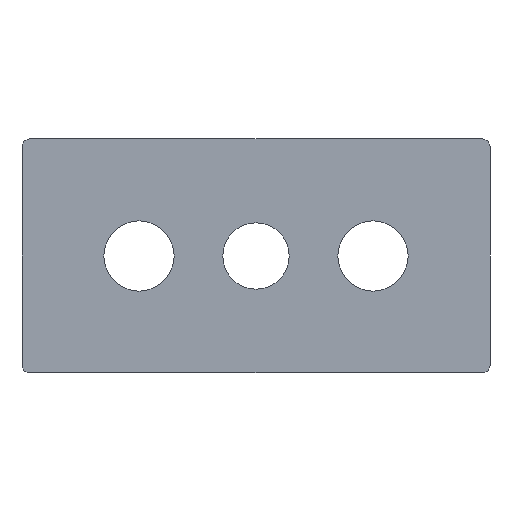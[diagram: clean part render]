
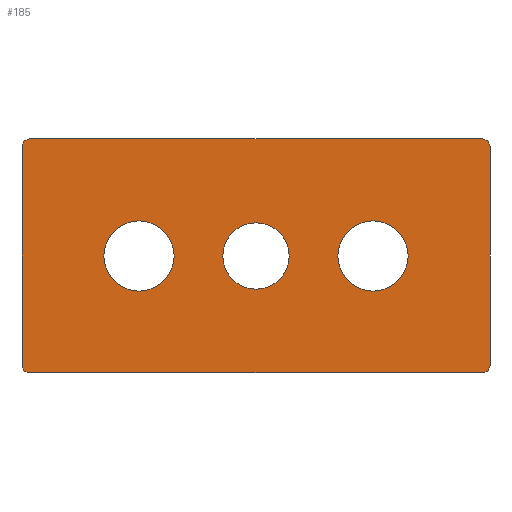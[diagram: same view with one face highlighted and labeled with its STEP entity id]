
A CAD part, front view. The second image highlights one B-rep face of the part: STEP entity #185.
In plain terms, the highlighted planar face has unit normal (0, -1, 0).
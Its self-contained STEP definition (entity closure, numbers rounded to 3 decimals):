
#6 = VECTOR ( 'NONE', #864, 1000. ) ;
#10 = DIRECTION ( 'NONE',  ( 0., 0., 1. ) ) ;
#11 = CARTESIAN_POINT ( 'NONE',  ( 0., 0., -4.25 ) ) ;
#12 = DIRECTION ( 'NONE',  ( 0., 0., -1. ) ) ;
#13 = ORIENTED_EDGE ( 'NONE', *, *, #520, .T. ) ;
#51 = AXIS2_PLACEMENT_3D ( 'NONE', #367, #641, #10 ) ;
#52 = PLANE ( 'NONE',  #743 ) ;
#53 = EDGE_CURVE ( 'NONE', #875, #59, #730, .T. ) ;
#59 = VERTEX_POINT ( 'NONE', #650 ) ;
#62 = DIRECTION ( 'NONE',  ( 0., 0., -1. ) ) ;
#64 = DIRECTION ( 'NONE',  ( 0., 1., 0. ) ) ;
#69 = EDGE_CURVE ( 'NONE', #59, #875, #685, .T. ) ;
#74 = VERTEX_POINT ( 'NONE', #890 ) ;
#77 = AXIS2_PLACEMENT_3D ( 'NONE', #798, #649, #297 ) ;
#78 = CARTESIAN_POINT ( 'NONE',  ( -30., 0., 15. ) ) ;
#79 = CIRCLE ( 'NONE', #111, 1. ) ;
#81 = ORIENTED_EDGE ( 'NONE', *, *, #464, .T. ) ;
#83 = DIRECTION ( 'NONE',  ( 0., -1., 0. ) ) ;
#90 = VERTEX_POINT ( 'NONE', #105 ) ;
#92 = CARTESIAN_POINT ( 'NONE',  ( -30., 0., -15. ) ) ;
#101 = DIRECTION ( 'NONE',  ( 0., 0., 1. ) ) ;
#105 = CARTESIAN_POINT ( 'NONE',  ( -30., 0., -14. ) ) ;
#111 = AXIS2_PLACEMENT_3D ( 'NONE', #408, #342, #706 ) ;
#112 = ORIENTED_EDGE ( 'NONE', *, *, #151, .T. ) ;
#118 = ORIENTED_EDGE ( 'NONE', *, *, #507, .T. ) ;
#130 = LINE ( 'NONE', #78, #277 ) ;
#134 = AXIS2_PLACEMENT_3D ( 'NONE', #670, #302, #439 ) ;
#151 = EDGE_CURVE ( 'NONE', #270, #497, #865, .T. ) ;
#173 = FACE_BOUND ( 'NONE', #314, .T. ) ;
#181 = VERTEX_POINT ( 'NONE', #530 ) ;
#185 = ADVANCED_FACE ( 'NONE', ( #173, #387, #676, #550 ), #52, .T. ) ;
#203 = CARTESIAN_POINT ( 'NONE',  ( -15., 0., 0. ) ) ;
#204 = CARTESIAN_POINT ( 'NONE',  ( 0., 0., 4.25 ) ) ;
#227 = ORIENTED_EDGE ( 'NONE', *, *, #499, .T. ) ;
#230 = AXIS2_PLACEMENT_3D ( 'NONE', #559, #83, #62 ) ;
#237 = EDGE_CURVE ( 'NONE', #827, #90, #130, .T. ) ;
#246 = EDGE_CURVE ( 'NONE', #497, #270, #674, .T. ) ;
#263 = ORIENTED_EDGE ( 'NONE', *, *, #69, .T. ) ;
#270 = VERTEX_POINT ( 'NONE', #204 ) ;
#275 = DIRECTION ( 'NONE',  ( 0., 0., 1. ) ) ;
#277 = VECTOR ( 'NONE', #12, 1000. ) ;
#282 = VERTEX_POINT ( 'NONE', #841 ) ;
#294 = EDGE_LOOP ( 'NONE', ( #570, #118 ) ) ;
#297 = DIRECTION ( 'NONE',  ( 0., 0., -1. ) ) ;
#302 = DIRECTION ( 'NONE',  ( 0., -1., 0. ) ) ;
#308 = ORIENTED_EDGE ( 'NONE', *, *, #53, .T. ) ;
#310 = AXIS2_PLACEMENT_3D ( 'NONE', #763, #64, #574 ) ;
#312 = CARTESIAN_POINT ( 'NONE',  ( 0., 0., 0. ) ) ;
#314 = EDGE_LOOP ( 'NONE', ( #112, #606 ) ) ;
#316 = ORIENTED_EDGE ( 'NONE', *, *, #388, .T. ) ;
#326 = DIRECTION ( 'NONE',  ( 0., 0., -1. ) ) ;
#342 = DIRECTION ( 'NONE',  ( 0., -1., 0. ) ) ;
#346 = EDGE_LOOP ( 'NONE', ( #263, #308 ) ) ;
#360 = CARTESIAN_POINT ( 'NONE',  ( -30., 0., 15. ) ) ;
#364 = ORIENTED_EDGE ( 'NONE', *, *, #642, .T. ) ;
#367 = CARTESIAN_POINT ( 'NONE',  ( 15., 0., 0. ) ) ;
#373 = CARTESIAN_POINT ( 'NONE',  ( 29., 0., 15. ) ) ;
#387 = FACE_BOUND ( 'NONE', #294, .T. ) ;
#388 = EDGE_CURVE ( 'NONE', #282, #181, #794, .T. ) ;
#394 = CARTESIAN_POINT ( 'NONE',  ( -30., 0., 14. ) ) ;
#399 = AXIS2_PLACEMENT_3D ( 'NONE', #806, #816, #101 ) ;
#407 = EDGE_CURVE ( 'NONE', #739, #707, #660, .T. ) ;
#408 = CARTESIAN_POINT ( 'NONE',  ( -29., 0., -14. ) ) ;
#418 = EDGE_CURVE ( 'NONE', #783, #919, #724, .T. ) ;
#427 = CIRCLE ( 'NONE', #230, 1. ) ;
#428 = CARTESIAN_POINT ( 'NONE',  ( -15., 0., 0. ) ) ;
#439 = DIRECTION ( 'NONE',  ( 0., 0., -1. ) ) ;
#448 = CARTESIAN_POINT ( 'NONE',  ( 15., 0., -4.5 ) ) ;
#453 = DIRECTION ( 'NONE',  ( 0., 0., 1. ) ) ;
#462 = CARTESIAN_POINT ( 'NONE',  ( -29., 0., 15. ) ) ;
#464 = EDGE_CURVE ( 'NONE', #783, #827, #883, .T. ) ;
#484 = DIRECTION ( 'NONE',  ( 0., 0., 1. ) ) ;
#493 = DIRECTION ( 'NONE',  ( 0., 1., 0. ) ) ;
#497 = VERTEX_POINT ( 'NONE', #11 ) ;
#499 = EDGE_CURVE ( 'NONE', #739, #919, #427, .T. ) ;
#506 = CARTESIAN_POINT ( 'NONE',  ( 30., 0., 15. ) ) ;
#507 = EDGE_CURVE ( 'NONE', #887, #74, #655, .T. ) ;
#516 = ORIENTED_EDGE ( 'NONE', *, *, #407, .F. ) ;
#520 = EDGE_CURVE ( 'NONE', #90, #282, #79, .T. ) ;
#530 = CARTESIAN_POINT ( 'NONE',  ( 29., 0., -15. ) ) ;
#531 = CARTESIAN_POINT ( 'NONE',  ( 30., 0., -14. ) ) ;
#537 = CIRCLE ( 'NONE', #612, 4.5 ) ;
#550 = FACE_OUTER_BOUND ( 'NONE', #903, .T. ) ;
#556 = EDGE_CURVE ( 'NONE', #74, #887, #537, .T. ) ;
#559 = CARTESIAN_POINT ( 'NONE',  ( 29., 0., 14. ) ) ;
#570 = ORIENTED_EDGE ( 'NONE', *, *, #556, .T. ) ;
#574 = DIRECTION ( 'NONE',  ( 0., 0., 1. ) ) ;
#589 = DIRECTION ( 'NONE',  ( 0., 0., -1. ) ) ;
#595 = CARTESIAN_POINT ( 'NONE',  ( 30., 0., 14. ) ) ;
#606 = ORIENTED_EDGE ( 'NONE', *, *, #246, .T. ) ;
#612 = AXIS2_PLACEMENT_3D ( 'NONE', #428, #628, #484 ) ;
#628 = DIRECTION ( 'NONE',  ( 0., 1., 0. ) ) ;
#641 = DIRECTION ( 'NONE',  ( 0., 1., 0. ) ) ;
#642 = EDGE_CURVE ( 'NONE', #181, #707, #833, .T. ) ;
#649 = DIRECTION ( 'NONE',  ( 0., -1., 0. ) ) ;
#650 = CARTESIAN_POINT ( 'NONE',  ( 15., 0., 4.5 ) ) ;
#655 = CIRCLE ( 'NONE', #673, 4.5 ) ;
#660 = LINE ( 'NONE', #506, #758 ) ;
#670 = CARTESIAN_POINT ( 'NONE',  ( 29., 0., -14. ) ) ;
#673 = AXIS2_PLACEMENT_3D ( 'NONE', #203, #493, #275 ) ;
#674 = CIRCLE ( 'NONE', #310, 4.25 ) ;
#676 = FACE_BOUND ( 'NONE', #346, .T. ) ;
#680 = ORIENTED_EDGE ( 'NONE', *, *, #418, .F. ) ;
#683 = VECTOR ( 'NONE', #720, 1000. ) ;
#685 = CIRCLE ( 'NONE', #399, 4.5 ) ;
#706 = DIRECTION ( 'NONE',  ( 0., 0., -1. ) ) ;
#707 = VERTEX_POINT ( 'NONE', #531 ) ;
#719 = ORIENTED_EDGE ( 'NONE', *, *, #237, .T. ) ;
#720 = DIRECTION ( 'NONE',  ( 1., 0., 0. ) ) ;
#724 = LINE ( 'NONE', #360, #6 ) ;
#730 = CIRCLE ( 'NONE', #51, 4.5 ) ;
#739 = VERTEX_POINT ( 'NONE', #595 ) ;
#743 = AXIS2_PLACEMENT_3D ( 'NONE', #878, #812, #326 ) ;
#758 = VECTOR ( 'NONE', #589, 1000. ) ;
#763 = CARTESIAN_POINT ( 'NONE',  ( 0., 0., 0. ) ) ;
#783 = VERTEX_POINT ( 'NONE', #462 ) ;
#789 = CARTESIAN_POINT ( 'NONE',  ( -15., 0., -4.5 ) ) ;
#794 = LINE ( 'NONE', #92, #683 ) ;
#798 = CARTESIAN_POINT ( 'NONE',  ( -29., 0., 14. ) ) ;
#806 = CARTESIAN_POINT ( 'NONE',  ( 15., 0., 0. ) ) ;
#812 = DIRECTION ( 'NONE',  ( 0., -1., 0. ) ) ;
#816 = DIRECTION ( 'NONE',  ( 0., 1., 0. ) ) ;
#827 = VERTEX_POINT ( 'NONE', #394 ) ;
#833 = CIRCLE ( 'NONE', #134, 1. ) ;
#836 = AXIS2_PLACEMENT_3D ( 'NONE', #312, #910, #453 ) ;
#841 = CARTESIAN_POINT ( 'NONE',  ( -29., 0., -15. ) ) ;
#864 = DIRECTION ( 'NONE',  ( 1., 0., 0. ) ) ;
#865 = CIRCLE ( 'NONE', #836, 4.25 ) ;
#875 = VERTEX_POINT ( 'NONE', #448 ) ;
#878 = CARTESIAN_POINT ( 'NONE',  ( 0., 0., 0. ) ) ;
#883 = CIRCLE ( 'NONE', #77, 1. ) ;
#887 = VERTEX_POINT ( 'NONE', #789 ) ;
#890 = CARTESIAN_POINT ( 'NONE',  ( -15., 0., 4.5 ) ) ;
#903 = EDGE_LOOP ( 'NONE', ( #719, #13, #316, #364, #516, #227, #680, #81 ) ) ;
#910 = DIRECTION ( 'NONE',  ( 0., 1., 0. ) ) ;
#919 = VERTEX_POINT ( 'NONE', #373 ) ;
